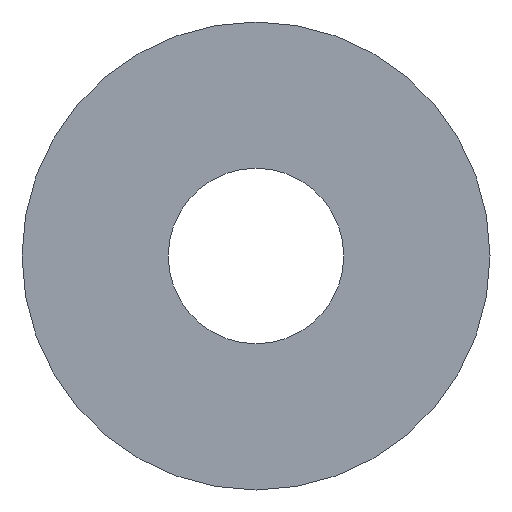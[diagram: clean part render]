
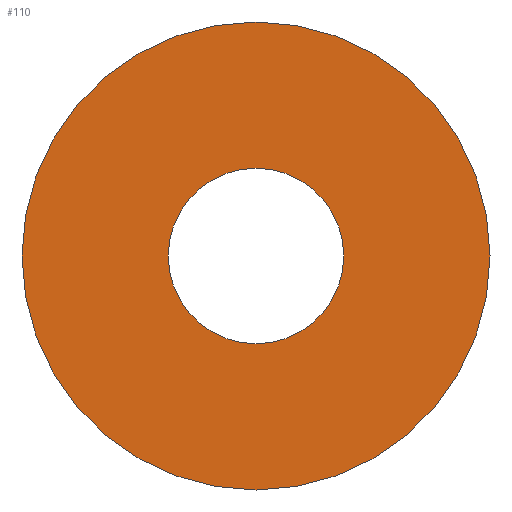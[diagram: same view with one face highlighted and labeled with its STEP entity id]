
A CAD part, front view. The second image highlights one B-rep face of the part: STEP entity #110.
In plain terms, the highlighted planar face has unit normal (0, -1, 0).
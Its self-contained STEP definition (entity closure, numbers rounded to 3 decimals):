
#3 = DIRECTION ( 'NONE',  ( 0., 0., 1. ) ) ;
#4 = EDGE_LOOP ( 'NONE', ( #169, #175 ) ) ;
#6 = FACE_BOUND ( 'NONE', #34, .T. ) ;
#8 = EDGE_CURVE ( 'NONE', #112, #73, #194, .T. ) ;
#15 = DIRECTION ( 'NONE',  ( 0., 0., 1. ) ) ;
#17 = CARTESIAN_POINT ( 'NONE',  ( 0., 0., 4. ) ) ;
#20 = AXIS2_PLACEMENT_3D ( 'NONE', #141, #81, #212 ) ;
#25 = DIRECTION ( 'NONE',  ( 0., 1., 0. ) ) ;
#31 = CARTESIAN_POINT ( 'NONE',  ( 0., 0., 1.5 ) ) ;
#33 = DIRECTION ( 'NONE',  ( 0., 0., 1. ) ) ;
#34 = EDGE_LOOP ( 'NONE', ( #117, #108 ) ) ;
#73 = VERTEX_POINT ( 'NONE', #157 ) ;
#74 = EDGE_CURVE ( 'NONE', #211, #166, #134, .T. ) ;
#81 = DIRECTION ( 'NONE',  ( 0., 1., 0. ) ) ;
#86 = DIRECTION ( 'NONE',  ( 0., 1., 0. ) ) ;
#88 = CARTESIAN_POINT ( 'NONE',  ( 0., 0., -1.5 ) ) ;
#93 = CIRCLE ( 'NONE', #120, 1.5 ) ;
#99 = EDGE_CURVE ( 'NONE', #166, #211, #93, .T. ) ;
#101 = AXIS2_PLACEMENT_3D ( 'NONE', #214, #161, #33 ) ;
#102 = DIRECTION ( 'NONE',  ( 0., 0., 1. ) ) ;
#103 = DIRECTION ( 'NONE',  ( 0., 1., 0. ) ) ;
#108 = ORIENTED_EDGE ( 'NONE', *, *, #74, .T. ) ;
#109 = AXIS2_PLACEMENT_3D ( 'NONE', #191, #25, #15 ) ;
#110 = ADVANCED_FACE ( 'NONE', ( #137, #6 ), #119, .F. ) ;
#112 = VERTEX_POINT ( 'NONE', #17 ) ;
#117 = ORIENTED_EDGE ( 'NONE', *, *, #99, .T. ) ;
#119 = PLANE ( 'NONE',  #149 ) ;
#120 = AXIS2_PLACEMENT_3D ( 'NONE', #198, #103, #3 ) ;
#134 = CIRCLE ( 'NONE', #109, 1.5 ) ;
#137 = FACE_OUTER_BOUND ( 'NONE', #4, .T. ) ;
#141 = CARTESIAN_POINT ( 'NONE',  ( 0., 0., 0. ) ) ;
#149 = AXIS2_PLACEMENT_3D ( 'NONE', #183, #86, #102 ) ;
#157 = CARTESIAN_POINT ( 'NONE',  ( 0., 0., -4. ) ) ;
#161 = DIRECTION ( 'NONE',  ( 0., 1., 0. ) ) ;
#165 = EDGE_CURVE ( 'NONE', #73, #112, #210, .T. ) ;
#166 = VERTEX_POINT ( 'NONE', #88 ) ;
#169 = ORIENTED_EDGE ( 'NONE', *, *, #165, .F. ) ;
#175 = ORIENTED_EDGE ( 'NONE', *, *, #8, .F. ) ;
#183 = CARTESIAN_POINT ( 'NONE',  ( 0., 0., 0. ) ) ;
#191 = CARTESIAN_POINT ( 'NONE',  ( 0., 0., 0. ) ) ;
#194 = CIRCLE ( 'NONE', #20, 4. ) ;
#198 = CARTESIAN_POINT ( 'NONE',  ( 0., 0., 0. ) ) ;
#210 = CIRCLE ( 'NONE', #101, 4. ) ;
#211 = VERTEX_POINT ( 'NONE', #31 ) ;
#212 = DIRECTION ( 'NONE',  ( 0., 0., 1. ) ) ;
#214 = CARTESIAN_POINT ( 'NONE',  ( 0., 0., 0. ) ) ;
